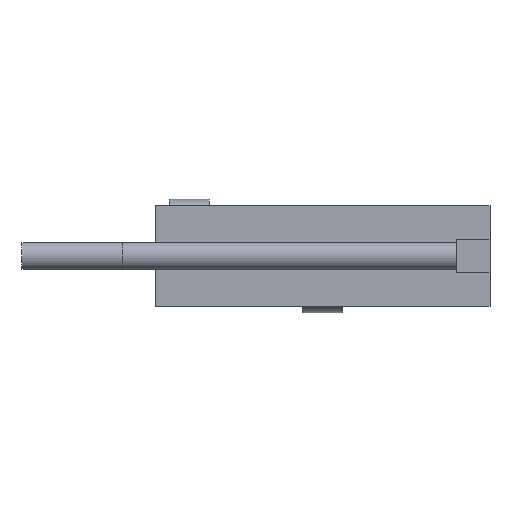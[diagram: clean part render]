
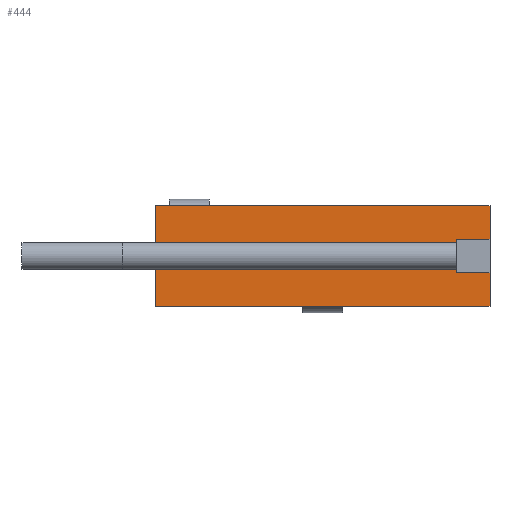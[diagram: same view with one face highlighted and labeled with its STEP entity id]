
A CAD part, front view. The second image highlights one B-rep face of the part: STEP entity #444.
In plain terms, the highlighted planar face has unit normal (0, -1, 0).
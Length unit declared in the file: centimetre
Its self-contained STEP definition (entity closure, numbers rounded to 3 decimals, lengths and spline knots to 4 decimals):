
#22 = CARTESIAN_POINT ( 'NONE',  ( -4., 0., -1.5 ) ) ;
#53 = VERTEX_POINT ( 'NONE', #694 ) ;
#74 = ORIENTED_EDGE ( 'NONE', *, *, #344, .F. ) ;
#83 = DIRECTION ( 'NONE',  ( 0., 0., -1. ) ) ;
#89 = CARTESIAN_POINT ( 'NONE',  ( 6., 0., 1.5 ) ) ;
#97 = PLANE ( 'NONE',  #434 ) ;
#127 = VERTEX_POINT ( 'NONE', #258 ) ;
#138 = EDGE_CURVE ( 'NONE', #623, #1001, #530, .T. ) ;
#144 = ORIENTED_EDGE ( 'NONE', *, *, #138, .F. ) ;
#160 = VECTOR ( 'NONE', #855, 100. ) ;
#167 = ORIENTED_EDGE ( 'NONE', *, *, #731, .F. ) ;
#191 = LINE ( 'NONE', #196, #956 ) ;
#193 = CARTESIAN_POINT ( 'NONE',  ( 0., 0., 0. ) ) ;
#196 = CARTESIAN_POINT ( 'NONE',  ( -4., 0., 1.5 ) ) ;
#203 = VECTOR ( 'NONE', #676, 100. ) ;
#211 = VECTOR ( 'NONE', #749, 100. ) ;
#235 = CARTESIAN_POINT ( 'NONE',  ( 6., 0., -0.5 ) ) ;
#237 = CARTESIAN_POINT ( 'NONE',  ( -4., 0., 1.5 ) ) ;
#248 = LINE ( 'NONE', #237, #1065 ) ;
#258 = CARTESIAN_POINT ( 'NONE',  ( -4., 0., 1.5 ) ) ;
#266 = FACE_OUTER_BOUND ( 'NONE', #369, .T. ) ;
#344 = EDGE_CURVE ( 'NONE', #53, #489, #402, .T. ) ;
#368 = CARTESIAN_POINT ( 'NONE',  ( 6., 0., 1.5 ) ) ;
#369 = EDGE_LOOP ( 'NONE', ( #74, #370, #659, #144, #167, #885, #1061, #980 ) ) ;
#370 = ORIENTED_EDGE ( 'NONE', *, *, #389, .F. ) ;
#389 = EDGE_CURVE ( 'NONE', #665, #53, #606, .T. ) ;
#402 = LINE ( 'NONE', #235, #693 ) ;
#410 = CARTESIAN_POINT ( 'NONE',  ( 6., 0., -1.5 ) ) ;
#425 = VECTOR ( 'NONE', #875, 100. ) ;
#432 = CARTESIAN_POINT ( 'NONE',  ( 6., 0., -0.5 ) ) ;
#434 = AXIS2_PLACEMENT_3D ( 'NONE', #193, #600, #926 ) ;
#444 = ADVANCED_FACE ( 'NONE', ( #266 ), #97, .T. ) ;
#462 = CARTESIAN_POINT ( 'NONE',  ( 5., 0., 0.5 ) ) ;
#475 = CARTESIAN_POINT ( 'NONE',  ( 6., 0., 0.5 ) ) ;
#489 = VERTEX_POINT ( 'NONE', #432 ) ;
#491 = DIRECTION ( 'NONE',  ( 1., 0., 0. ) ) ;
#530 = LINE ( 'NONE', #89, #961 ) ;
#548 = VERTEX_POINT ( 'NONE', #410 ) ;
#549 = LINE ( 'NONE', #644, #425 ) ;
#600 = DIRECTION ( 'NONE',  ( 0., -1., 0. ) ) ;
#606 = LINE ( 'NONE', #851, #203 ) ;
#623 = VERTEX_POINT ( 'NONE', #641 ) ;
#641 = CARTESIAN_POINT ( 'NONE',  ( 6., 0., 1.5 ) ) ;
#644 = CARTESIAN_POINT ( 'NONE',  ( 6., 0., 0.5 ) ) ;
#659 = ORIENTED_EDGE ( 'NONE', *, *, #1028, .F. ) ;
#665 = VERTEX_POINT ( 'NONE', #462 ) ;
#676 = DIRECTION ( 'NONE',  ( 0., 0., -1. ) ) ;
#680 = LINE ( 'NONE', #892, #211 ) ;
#693 = VECTOR ( 'NONE', #738, 100. ) ;
#694 = CARTESIAN_POINT ( 'NONE',  ( 5., 0., -0.5 ) ) ;
#731 = EDGE_CURVE ( 'NONE', #127, #623, #248, .T. ) ;
#738 = DIRECTION ( 'NONE',  ( 1., 0., 0. ) ) ;
#749 = DIRECTION ( 'NONE',  ( -1., 0., 0. ) ) ;
#798 = EDGE_CURVE ( 'NONE', #548, #930, #680, .T. ) ;
#851 = CARTESIAN_POINT ( 'NONE',  ( 5., 0., -0.5 ) ) ;
#855 = DIRECTION ( 'NONE',  ( 0., 0., -1. ) ) ;
#860 = DIRECTION ( 'NONE',  ( 0., 0., 1. ) ) ;
#868 = EDGE_CURVE ( 'NONE', #930, #127, #191, .T. ) ;
#869 = EDGE_CURVE ( 'NONE', #489, #548, #1005, .T. ) ;
#875 = DIRECTION ( 'NONE',  ( -1., 0., 0. ) ) ;
#885 = ORIENTED_EDGE ( 'NONE', *, *, #868, .F. ) ;
#892 = CARTESIAN_POINT ( 'NONE',  ( -4., 0., -1.5 ) ) ;
#926 = DIRECTION ( 'NONE',  ( 0., 0., -1. ) ) ;
#930 = VERTEX_POINT ( 'NONE', #22 ) ;
#956 = VECTOR ( 'NONE', #860, 100. ) ;
#961 = VECTOR ( 'NONE', #83, 100. ) ;
#980 = ORIENTED_EDGE ( 'NONE', *, *, #869, .F. ) ;
#1001 = VERTEX_POINT ( 'NONE', #475 ) ;
#1005 = LINE ( 'NONE', #368, #160 ) ;
#1028 = EDGE_CURVE ( 'NONE', #1001, #665, #549, .T. ) ;
#1061 = ORIENTED_EDGE ( 'NONE', *, *, #798, .F. ) ;
#1065 = VECTOR ( 'NONE', #491, 100. ) ;
